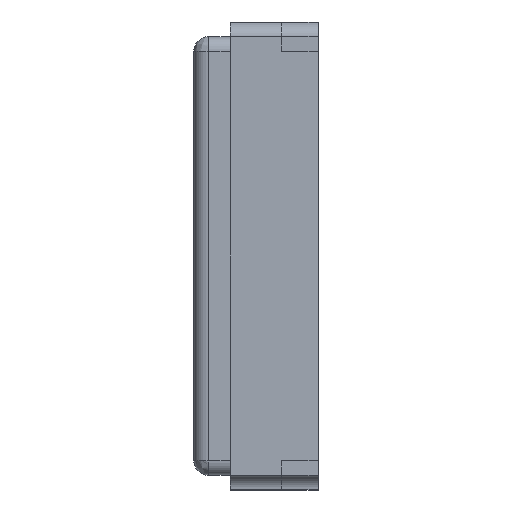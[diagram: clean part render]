
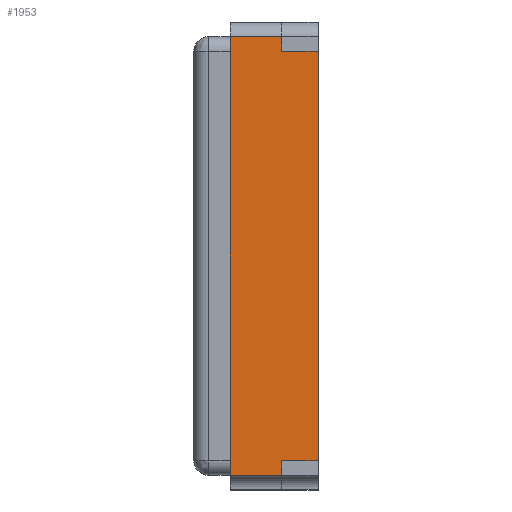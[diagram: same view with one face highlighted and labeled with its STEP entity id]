
A CAD part, left-side view. The second image highlights one B-rep face of the part: STEP entity #1953.
In plain terms, the highlighted planar face has unit normal (-1, 0, 0).
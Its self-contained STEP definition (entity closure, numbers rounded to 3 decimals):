
#34 = VECTOR ( 'NONE', #107, 1000. ) ;
#62 = DIRECTION ( 'NONE',  ( 0., -1., 0. ) ) ;
#107 = DIRECTION ( 'NONE',  ( 0., 0., -1. ) ) ;
#275 = ORIENTED_EDGE ( 'NONE', *, *, #2514, .F. ) ;
#312 = EDGE_CURVE ( 'NONE', #3190, #2919, #789, .T. ) ;
#353 = CARTESIAN_POINT ( 'NONE',  ( -2.5, 0.25, 1.5 ) ) ;
#388 = LINE ( 'NONE', #2668, #34 ) ;
#509 = DIRECTION ( 'NONE',  ( 0., 0., -1. ) ) ;
#557 = CARTESIAN_POINT ( 'NONE',  ( -2.5, 0.6, -1.4 ) ) ;
#574 = VECTOR ( 'NONE', #509, 1000. ) ;
#623 = VECTOR ( 'NONE', #62, 1000. ) ;
#647 = CARTESIAN_POINT ( 'NONE',  ( -2.5, 0.6, -1.5 ) ) ;
#654 = ORIENTED_EDGE ( 'NONE', *, *, #2784, .F. ) ;
#686 = VERTEX_POINT ( 'NONE', #2416 ) ;
#710 = DIRECTION ( 'NONE',  ( 1., 0., 0. ) ) ;
#773 = CARTESIAN_POINT ( 'NONE',  ( -2.5, 0.25, 1.6 ) ) ;
#789 = LINE ( 'NONE', #1335, #623 ) ;
#850 = CARTESIAN_POINT ( 'NONE',  ( -2.5, 0., 1.6 ) ) ;
#928 = ORIENTED_EDGE ( 'NONE', *, *, #1502, .F. ) ;
#991 = VECTOR ( 'NONE', #3024, 1000. ) ;
#1004 = DIRECTION ( 'NONE',  ( 0., 1., 0. ) ) ;
#1048 = CARTESIAN_POINT ( 'NONE',  ( -2.5, 0.25, -1.4 ) ) ;
#1143 = EDGE_LOOP ( 'NONE', ( #3003, #2162, #928, #654, #275, #1788, #1344, #2664 ) ) ;
#1158 = VECTOR ( 'NONE', #2082, 1000. ) ;
#1239 = LINE ( 'NONE', #773, #574 ) ;
#1335 = CARTESIAN_POINT ( 'NONE',  ( -2.5, 0.6, 1.4 ) ) ;
#1344 = ORIENTED_EDGE ( 'NONE', *, *, #2139, .F. ) ;
#1350 = VERTEX_POINT ( 'NONE', #647 ) ;
#1459 = CARTESIAN_POINT ( 'NONE',  ( -2.5, 0.6, 1.6 ) ) ;
#1502 = EDGE_CURVE ( 'NONE', #2313, #2859, #3137, .T. ) ;
#1544 = VERTEX_POINT ( 'NONE', #1048 ) ;
#1660 = CARTESIAN_POINT ( 'NONE',  ( -2.5, 0.25, 1.4 ) ) ;
#1788 = ORIENTED_EDGE ( 'NONE', *, *, #2433, .F. ) ;
#1853 = VECTOR ( 'NONE', #2882, 1000. ) ;
#1944 = PLANE ( 'NONE',  #2753 ) ;
#1953 = ADVANCED_FACE ( 'NONE', ( #3002 ), #1944, .F. ) ;
#2012 = CARTESIAN_POINT ( 'NONE',  ( -2.5, 0.6, -1.5 ) ) ;
#2025 = VERTEX_POINT ( 'NONE', #3255 ) ;
#2082 = DIRECTION ( 'NONE',  ( 0., -1., 0. ) ) ;
#2139 = EDGE_CURVE ( 'NONE', #686, #1544, #3304, .T. ) ;
#2162 = ORIENTED_EDGE ( 'NONE', *, *, #2791, .F. ) ;
#2244 = DIRECTION ( 'NONE',  ( 0., 0., -1. ) ) ;
#2259 = LINE ( 'NONE', #2012, #991 ) ;
#2313 = VERTEX_POINT ( 'NONE', #3105 ) ;
#2406 = LINE ( 'NONE', #2938, #2749 ) ;
#2416 = CARTESIAN_POINT ( 'NONE',  ( -2.5, 0., -1.4 ) ) ;
#2433 = EDGE_CURVE ( 'NONE', #1544, #2025, #1239, .T. ) ;
#2514 = EDGE_CURVE ( 'NONE', #2025, #1350, #2259, .T. ) ;
#2609 = LINE ( 'NONE', #850, #1853 ) ;
#2664 = ORIENTED_EDGE ( 'NONE', *, *, #3217, .F. ) ;
#2668 = CARTESIAN_POINT ( 'NONE',  ( -2.5, 0.25, 1.6 ) ) ;
#2749 = VECTOR ( 'NONE', #3172, 1000. ) ;
#2753 = AXIS2_PLACEMENT_3D ( 'NONE', #1459, #710, #2244 ) ;
#2784 = EDGE_CURVE ( 'NONE', #1350, #2313, #2406, .T. ) ;
#2791 = EDGE_CURVE ( 'NONE', #2859, #3190, #388, .T. ) ;
#2843 = CARTESIAN_POINT ( 'NONE',  ( -2.5, 0.6, 1.5 ) ) ;
#2859 = VERTEX_POINT ( 'NONE', #353 ) ;
#2882 = DIRECTION ( 'NONE',  ( 0., 0., -1. ) ) ;
#2919 = VERTEX_POINT ( 'NONE', #2951 ) ;
#2938 = CARTESIAN_POINT ( 'NONE',  ( -2.5, 0.6, 0. ) ) ;
#2951 = CARTESIAN_POINT ( 'NONE',  ( -2.5, 0., 1.4 ) ) ;
#3002 = FACE_OUTER_BOUND ( 'NONE', #1143, .T. ) ;
#3003 = ORIENTED_EDGE ( 'NONE', *, *, #312, .F. ) ;
#3024 = DIRECTION ( 'NONE',  ( 0., 1., 0. ) ) ;
#3105 = CARTESIAN_POINT ( 'NONE',  ( -2.5, 0.6, 1.5 ) ) ;
#3132 = VECTOR ( 'NONE', #1004, 1000. ) ;
#3137 = LINE ( 'NONE', #2843, #1158 ) ;
#3172 = DIRECTION ( 'NONE',  ( 0., 0., 1. ) ) ;
#3190 = VERTEX_POINT ( 'NONE', #1660 ) ;
#3217 = EDGE_CURVE ( 'NONE', #2919, #686, #2609, .T. ) ;
#3255 = CARTESIAN_POINT ( 'NONE',  ( -2.5, 0.25, -1.5 ) ) ;
#3304 = LINE ( 'NONE', #557, #3132 ) ;
